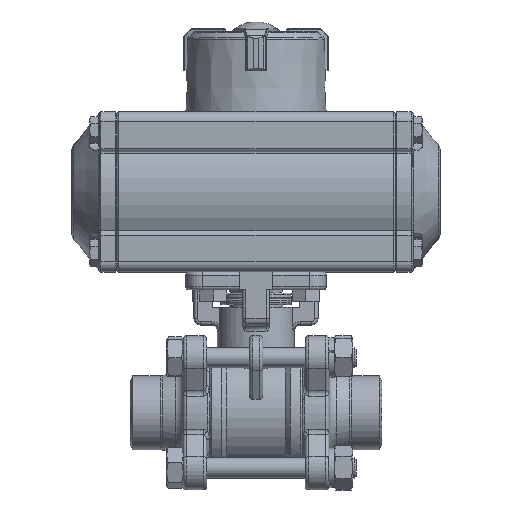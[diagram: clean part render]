
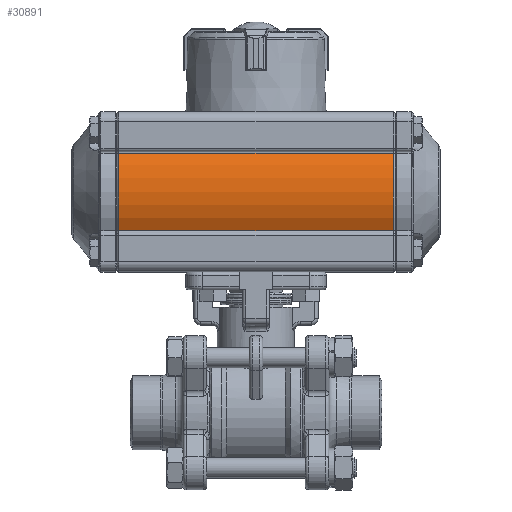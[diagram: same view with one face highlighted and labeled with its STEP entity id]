
A CAD part, top view. The second image highlights one B-rep face of the part: STEP entity #30891.
In plain terms, the highlighted cylindrical face has radius 23.7 mm (diameter 47.4 mm), a partial arc.
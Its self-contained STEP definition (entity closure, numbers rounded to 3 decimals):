
#952=CYLINDRICAL_SURFACE('',#33062,23.7);
#2653=CIRCLE('',#32913,23.7);
#2734=CIRCLE('',#33063,23.7);
#7999=ORIENTED_EDGE('',*,*,#12959,.F.);
#8000=ORIENTED_EDGE('',*,*,#13151,.T.);
#8001=ORIENTED_EDGE('',*,*,#12963,.T.);
#8002=ORIENTED_EDGE('',*,*,#12933,.T.);
#12933=EDGE_CURVE('',#15860,#15855,#2653,.T.);
#12959=EDGE_CURVE('',#15894,#15855,#17606,.T.);
#12963=EDGE_CURVE('',#15895,#15860,#17609,.T.);
#13151=EDGE_CURVE('',#15894,#15895,#2734,.T.);
#15855=VERTEX_POINT('',#64416);
#15860=VERTEX_POINT('',#64427);
#15894=VERTEX_POINT('',#64508);
#15895=VERTEX_POINT('',#64513);
#17606=LINE('',#64509,#19100);
#17609=LINE('',#64516,#19103);
#19100=VECTOR('',#37773,1000.);
#19103=VECTOR('',#37780,1000.);
#20854=EDGE_LOOP('',(#7999,#8000,#8001,#8002));
#22710=FACE_BOUND('',#20854,.T.);
#30891=ADVANCED_FACE('',(#22710),#952,.T.);
#32913=AXIS2_PLACEMENT_3D('',#64426,#37679,#37680);
#33062=AXIS2_PLACEMENT_3D('',#65135,#38069,#38070);
#33063=AXIS2_PLACEMENT_3D('',#65136,#38071,#38072);
#37679=DIRECTION('',(0.,0.,1.));
#37680=DIRECTION('',(1.,0.,0.));
#37773=DIRECTION('',(0.,0.,-1.));
#37780=DIRECTION('',(0.,0.,-1.));
#38069=DIRECTION('',(0.,0.,-1.));
#38070=DIRECTION('',(-1.,0.,0.));
#38071=DIRECTION('',(0.,0.,-1.));
#38072=DIRECTION('',(1.,0.,0.));
#64416=CARTESIAN_POINT('',(20.693,11.554,-40.9));
#64426=CARTESIAN_POINT('',(0.,0.,-40.9));
#64427=CARTESIAN_POINT('',(20.693,-11.554,-40.9));
#64508=CARTESIAN_POINT('',(20.693,11.554,40.9));
#64509=CARTESIAN_POINT('',(20.693,11.554,41.5));
#64513=CARTESIAN_POINT('',(20.693,-11.554,40.9));
#64516=CARTESIAN_POINT('',(20.693,-11.554,41.5));
#65135=CARTESIAN_POINT('',(0.,0.,41.5));
#65136=CARTESIAN_POINT('',(0.,0.,40.9));
